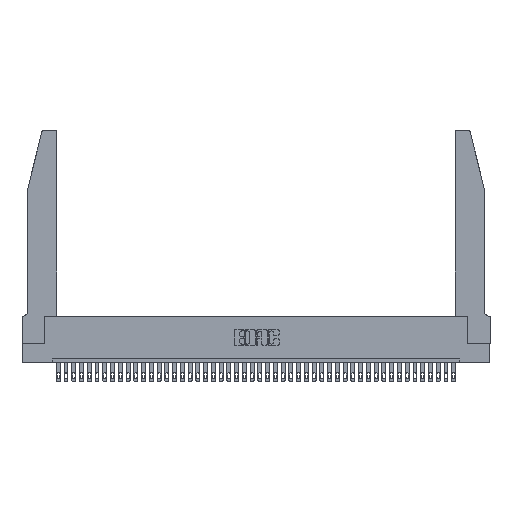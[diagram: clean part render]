
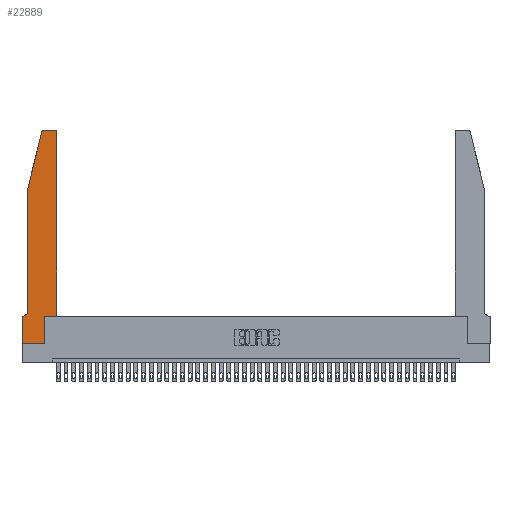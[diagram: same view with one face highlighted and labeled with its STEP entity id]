
A CAD part, top view. The second image highlights one B-rep face of the part: STEP entity #22889.
In plain terms, the highlighted planar face has unit normal (0, 0, 1).
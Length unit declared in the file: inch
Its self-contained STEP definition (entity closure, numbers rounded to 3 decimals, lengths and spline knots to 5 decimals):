
#21 = CARTESIAN_POINT ( 'NONE',  ( 0.25487, 2.72718, 0.37 ) ) ;
#234 = ORIENTED_EDGE ( 'NONE', *, *, #12183, .T. ) ;
#567 = CIRCLE ( 'NONE', #31436, 0.07 ) ;
#950 = VECTOR ( 'NONE', #34416, 39.37008 ) ;
#1070 = ORIENTED_EDGE ( 'NONE', *, *, #21137, .T. ) ;
#1258 = AXIS2_PLACEMENT_3D ( 'NONE', #19413, #21995, #2331 ) ;
#1449 = LINE ( 'NONE', #9733, #35252 ) ;
#1625 = ORIENTED_EDGE ( 'NONE', *, *, #22566, .T. ) ;
#1898 = VERTEX_POINT ( 'NONE', #33267 ) ;
#1901 = DIRECTION ( 'NONE',  ( 0., 0., 1. ) ) ;
#2060 = ORIENTED_EDGE ( 'NONE', *, *, #17938, .T. ) ;
#2283 = AXIS2_PLACEMENT_3D ( 'NONE', #11391, #31116, #37716 ) ;
#2331 = DIRECTION ( 'NONE',  ( 1., 0., 0. ) ) ;
#2435 = CARTESIAN_POINT ( 'NONE',  ( 0., 0.35, 0.37 ) ) ;
#2751 = DIRECTION ( 'NONE',  ( 0., 1., 0. ) ) ;
#3650 = EDGE_LOOP ( 'NONE', ( #9299, #2060, #31885, #1070, #40323, #32864, #31475, #42392, #234, #1625, #31022, #5295 ) ) ;
#4099 = VERTEX_POINT ( 'NONE', #41474 ) ;
#5091 = CARTESIAN_POINT ( 'NONE',  ( 0.4505, 2.72, 0.37 ) ) ;
#5103 = CIRCLE ( 'NONE', #15367, 0.03 ) ;
#5295 = ORIENTED_EDGE ( 'NONE', *, *, #12576, .T. ) ;
#5503 = CARTESIAN_POINT ( 'NONE',  ( 0., 0., 0.37 ) ) ;
#6101 = EDGE_CURVE ( 'NONE', #37369, #27034, #26283, .T. ) ;
#6210 = LINE ( 'NONE', #5503, #14377 ) ;
#6232 = CARTESIAN_POINT ( 'NONE',  ( 0.2865, 0.35, 0.37 ) ) ;
#7925 = CARTESIAN_POINT ( 'NONE',  ( 0.0055, 0.42, 0.37 ) ) ;
#8026 = CARTESIAN_POINT ( 'NONE',  ( 0.2605, 2.75, 0.37 ) ) ;
#8544 = EDGE_CURVE ( 'NONE', #28475, #18609, #1449, .T. ) ;
#9299 = ORIENTED_EDGE ( 'NONE', *, *, #16301, .T. ) ;
#9733 = CARTESIAN_POINT ( 'NONE',  ( 0.4505, 0.35, 0.37 ) ) ;
#10169 = CARTESIAN_POINT ( 'NONE',  ( 0.4505, 0.35, 0.37 ) ) ;
#10345 = EDGE_CURVE ( 'NONE', #26207, #37369, #567, .T. ) ;
#11187 = VECTOR ( 'NONE', #37451, 39.37008 ) ;
#11391 = CARTESIAN_POINT ( 'NONE',  ( 0.284, 2.72, 0.37 ) ) ;
#12183 = EDGE_CURVE ( 'NONE', #1898, #41934, #23019, .T. ) ;
#12576 = EDGE_CURVE ( 'NONE', #18609, #21849, #5103, .T. ) ;
#12628 = LINE ( 'NONE', #10169, #23347 ) ;
#12862 = CARTESIAN_POINT ( 'NONE',  ( 0.0755, 0.35, 0.37 ) ) ;
#14347 = DIRECTION ( 'NONE',  ( 0., -1., 0. ) ) ;
#14377 = VECTOR ( 'NONE', #18377, 39.37008 ) ;
#15122 = DIRECTION ( 'NONE',  ( 0., -1., 0. ) ) ;
#15261 = EDGE_CURVE ( 'NONE', #30681, #4099, #33745, .T. ) ;
#15367 = AXIS2_PLACEMENT_3D ( 'NONE', #15373, #1901, #18842 ) ;
#15373 = CARTESIAN_POINT ( 'NONE',  ( 0.4205, 2.72, 0.37 ) ) ;
#15875 = CARTESIAN_POINT ( 'NONE',  ( 0.0755, 0.42, 0.37 ) ) ;
#16301 = EDGE_CURVE ( 'NONE', #21849, #36742, #23999, .T. ) ;
#17031 = VECTOR ( 'NONE', #38790, 39.37008 ) ;
#17056 = CARTESIAN_POINT ( 'NONE',  ( 0., 0., 0.37 ) ) ;
#17890 = VECTOR ( 'NONE', #2751, 39.37008 ) ;
#17938 = EDGE_CURVE ( 'NONE', #36742, #30681, #42287, .T. ) ;
#18204 = VECTOR ( 'NONE', #15122, 39.37008 ) ;
#18377 = DIRECTION ( 'NONE',  ( 1., 0., 0. ) ) ;
#18521 = EDGE_CURVE ( 'NONE', #27034, #21970, #32220, .T. ) ;
#18609 = VERTEX_POINT ( 'NONE', #5091 ) ;
#18760 = FACE_OUTER_BOUND ( 'NONE', #3650, .T. ) ;
#18842 = DIRECTION ( 'NONE',  ( 1., 0., 0. ) ) ;
#19413 = CARTESIAN_POINT ( 'NONE',  ( 0., 0.35, 0.37 ) ) ;
#19685 = CARTESIAN_POINT ( 'NONE',  ( 0.4505, 0.35, 0.37 ) ) ;
#20686 = DIRECTION ( 'NONE',  ( -1., 0., 0. ) ) ;
#21137 = EDGE_CURVE ( 'NONE', #4099, #26207, #28945, .T. ) ;
#21849 = VERTEX_POINT ( 'NONE', #28705 ) ;
#21970 = VERTEX_POINT ( 'NONE', #26252 ) ;
#21995 = DIRECTION ( 'NONE',  ( 0., 0., 1. ) ) ;
#22566 = EDGE_CURVE ( 'NONE', #41934, #28475, #12628, .T. ) ;
#22889 = ADVANCED_FACE ( 'NONE', ( #18760 ), #35376, .T. ) ;
#23019 = LINE ( 'NONE', #6232, #17890 ) ;
#23347 = VECTOR ( 'NONE', #39106, 39.37008 ) ;
#23999 = LINE ( 'NONE', #8026, #11187 ) ;
#24792 = CARTESIAN_POINT ( 'NONE',  ( 0.2865, 0.35, 0.37 ) ) ;
#26207 = VERTEX_POINT ( 'NONE', #15875 ) ;
#26252 = CARTESIAN_POINT ( 'NONE',  ( 0., 0., 0.37 ) ) ;
#26283 = LINE ( 'NONE', #12862, #17031 ) ;
#27034 = VERTEX_POINT ( 'NONE', #2435 ) ;
#28475 = VERTEX_POINT ( 'NONE', #19685 ) ;
#28705 = CARTESIAN_POINT ( 'NONE',  ( 0.4205, 2.75, 0.37 ) ) ;
#28945 = LINE ( 'NONE', #41189, #18204 ) ;
#30681 = VERTEX_POINT ( 'NONE', #21 ) ;
#30906 = DIRECTION ( 'NONE',  ( 0., 0., -1. ) ) ;
#31022 = ORIENTED_EDGE ( 'NONE', *, *, #8544, .T. ) ;
#31116 = DIRECTION ( 'NONE',  ( 0., 0., 1. ) ) ;
#31436 = AXIS2_PLACEMENT_3D ( 'NONE', #7925, #30906, #20686 ) ;
#31475 = ORIENTED_EDGE ( 'NONE', *, *, #18521, .T. ) ;
#31885 = ORIENTED_EDGE ( 'NONE', *, *, #15261, .T. ) ;
#32220 = LINE ( 'NONE', #17056, #40429 ) ;
#32695 = CARTESIAN_POINT ( 'NONE',  ( 0.284, 2.75, 0.37 ) ) ;
#32864 = ORIENTED_EDGE ( 'NONE', *, *, #6101, .T. ) ;
#33267 = CARTESIAN_POINT ( 'NONE',  ( 0.2865, 0., 0.37 ) ) ;
#33745 = LINE ( 'NONE', #41076, #950 ) ;
#34416 = DIRECTION ( 'NONE',  ( -0.239, -0.971, 0. ) ) ;
#35252 = VECTOR ( 'NONE', #35870, 39.37008 ) ;
#35376 = PLANE ( 'NONE',  #1258 ) ;
#35870 = DIRECTION ( 'NONE',  ( 0., 1., 0. ) ) ;
#36129 = EDGE_CURVE ( 'NONE', #21970, #1898, #6210, .T. ) ;
#36742 = VERTEX_POINT ( 'NONE', #32695 ) ;
#37369 = VERTEX_POINT ( 'NONE', #42452 ) ;
#37451 = DIRECTION ( 'NONE',  ( -1., 0., 0. ) ) ;
#37716 = DIRECTION ( 'NONE',  ( 1., 0., 0. ) ) ;
#38790 = DIRECTION ( 'NONE',  ( -1., 0., 0. ) ) ;
#39106 = DIRECTION ( 'NONE',  ( 1., 0., 0. ) ) ;
#40323 = ORIENTED_EDGE ( 'NONE', *, *, #10345, .T. ) ;
#40429 = VECTOR ( 'NONE', #14347, 39.37008 ) ;
#41076 = CARTESIAN_POINT ( 'NONE',  ( 0.0755, 2., 0.37 ) ) ;
#41189 = CARTESIAN_POINT ( 'NONE',  ( 0.0755, 2., 0.37 ) ) ;
#41474 = CARTESIAN_POINT ( 'NONE',  ( 0.0755, 2., 0.37 ) ) ;
#41934 = VERTEX_POINT ( 'NONE', #24792 ) ;
#42287 = CIRCLE ( 'NONE', #2283, 0.03 ) ;
#42392 = ORIENTED_EDGE ( 'NONE', *, *, #36129, .T. ) ;
#42452 = CARTESIAN_POINT ( 'NONE',  ( 0.0055, 0.35, 0.37 ) ) ;
